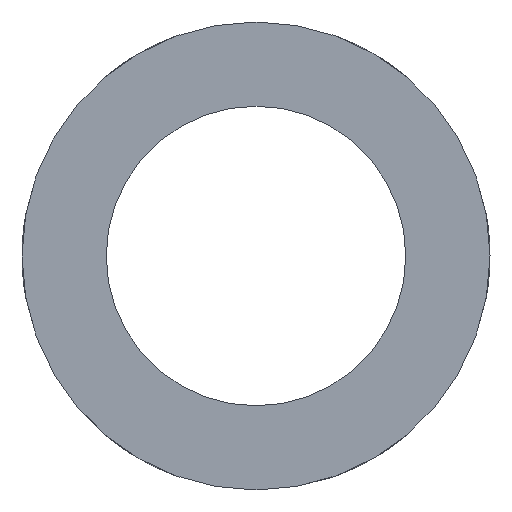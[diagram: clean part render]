
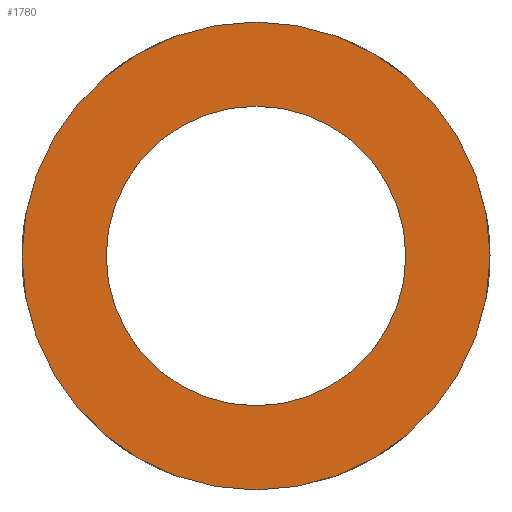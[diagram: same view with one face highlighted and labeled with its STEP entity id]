
A CAD part, left-side view. The second image highlights one B-rep face of the part: STEP entity #1780.
In plain terms, the highlighted planar face has unit normal (-1, 0, 0).
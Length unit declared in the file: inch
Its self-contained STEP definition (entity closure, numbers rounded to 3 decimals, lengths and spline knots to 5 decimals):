
#27 = CARTESIAN_POINT ( 'NONE',  ( 0., 0., 0.5 ) ) ;
#78 = ORIENTED_EDGE ( 'NONE', *, *, #1077, .T. ) ;
#331 = CARTESIAN_POINT ( 'NONE',  ( 0., 0., 0.78125 ) ) ;
#351 = EDGE_CURVE ( 'NONE', #1695, #783, #1685, .T. ) ;
#435 = DIRECTION ( 'NONE',  ( -1., 0., 0. ) ) ;
#436 = EDGE_LOOP ( 'NONE', ( #659, #1586 ) ) ;
#659 = ORIENTED_EDGE ( 'NONE', *, *, #677, .T. ) ;
#677 = EDGE_CURVE ( 'NONE', #783, #1695, #1527, .T. ) ;
#695 = DIRECTION ( 'NONE',  ( 0., 0., -1. ) ) ;
#704 = DIRECTION ( 'NONE',  ( -1., 0., 0. ) ) ;
#707 = CARTESIAN_POINT ( 'NONE',  ( 0., 0., 0. ) ) ;
#749 = EDGE_CURVE ( 'NONE', #1986, #1455, #1486, .T. ) ;
#783 = VERTEX_POINT ( 'NONE', #1080 ) ;
#844 = ORIENTED_EDGE ( 'NONE', *, *, #749, .T. ) ;
#881 = FACE_BOUND ( 'NONE', #436, .T. ) ;
#884 = FACE_OUTER_BOUND ( 'NONE', #2017, .T. ) ;
#1069 = AXIS2_PLACEMENT_3D ( 'NONE', #1160, #1158, #1155 ) ;
#1077 = EDGE_CURVE ( 'NONE', #1455, #1986, #1376, .T. ) ;
#1080 = CARTESIAN_POINT ( 'NONE',  ( 0., 0., -0.5 ) ) ;
#1082 = DIRECTION ( 'NONE',  ( 0., 0., -1. ) ) ;
#1083 = DIRECTION ( 'NONE',  ( -1., 0., 0. ) ) ;
#1084 = CARTESIAN_POINT ( 'NONE',  ( 0., 0., 0. ) ) ;
#1110 = CARTESIAN_POINT ( 'NONE',  ( 0., 0., -0.78125 ) ) ;
#1155 = DIRECTION ( 'NONE',  ( 0., 0., -1. ) ) ;
#1158 = DIRECTION ( 'NONE',  ( 1., 0., 0. ) ) ;
#1160 = CARTESIAN_POINT ( 'NONE',  ( 0., 0., 0. ) ) ;
#1350 = PLANE ( 'NONE',  #1795 ) ;
#1376 = CIRCLE ( 'NONE', #1611, 0.78125 ) ;
#1455 = VERTEX_POINT ( 'NONE', #331 ) ;
#1486 = CIRCLE ( 'NONE', #1606, 0.78125 ) ;
#1514 = CARTESIAN_POINT ( 'NONE',  ( 0., -0.79063, -0.79063 ) ) ;
#1527 = CIRCLE ( 'NONE', #1069, 0.5 ) ;
#1586 = ORIENTED_EDGE ( 'NONE', *, *, #351, .T. ) ;
#1606 = AXIS2_PLACEMENT_3D ( 'NONE', #1084, #1083, #1082 ) ;
#1611 = AXIS2_PLACEMENT_3D ( 'NONE', #707, #704, #695 ) ;
#1652 = DIRECTION ( 'NONE',  ( 0., 0., 1. ) ) ;
#1685 = CIRCLE ( 'NONE', #2012, 0.5 ) ;
#1695 = VERTEX_POINT ( 'NONE', #27 ) ;
#1780 = ADVANCED_FACE ( 'NONE', ( #884, #881 ), #1350, .T. ) ;
#1795 = AXIS2_PLACEMENT_3D ( 'NONE', #1514, #435, #1652 ) ;
#1923 = DIRECTION ( 'NONE',  ( 0., 0., -1. ) ) ;
#1926 = DIRECTION ( 'NONE',  ( 1., 0., 0. ) ) ;
#1948 = CARTESIAN_POINT ( 'NONE',  ( 0., 0., 0. ) ) ;
#1986 = VERTEX_POINT ( 'NONE', #1110 ) ;
#2012 = AXIS2_PLACEMENT_3D ( 'NONE', #1948, #1926, #1923 ) ;
#2017 = EDGE_LOOP ( 'NONE', ( #844, #78 ) ) ;
